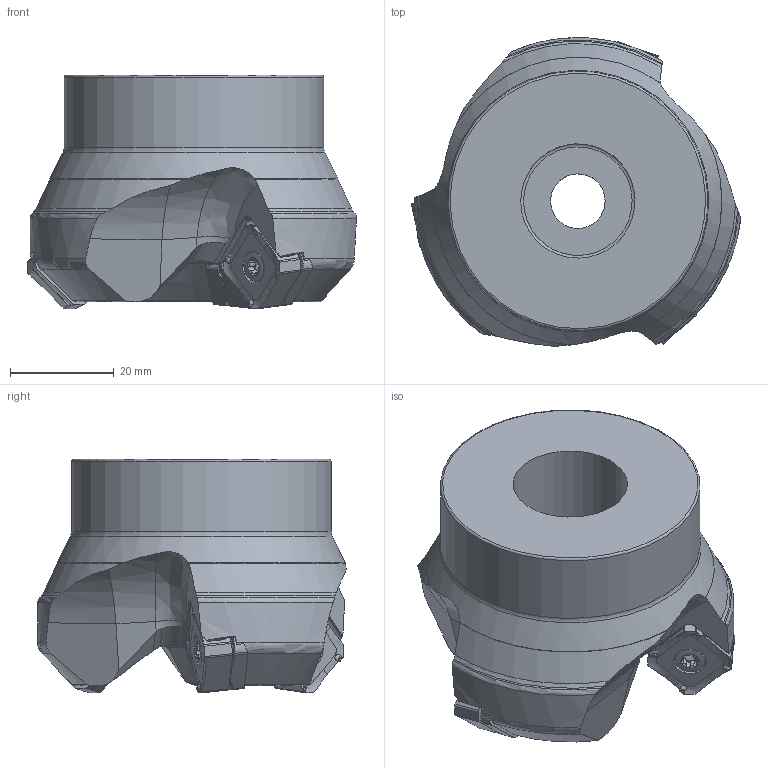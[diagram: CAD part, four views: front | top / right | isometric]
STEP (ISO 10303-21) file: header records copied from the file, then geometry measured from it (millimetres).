
FILE_DESCRIPTION(/* description */ (''),/* implementation_level */ '2;1');
FILE_NAME(/* name */ 'toolassembly_1.stp',/* time_stamp */ '2019-01-25T11:31:00+01:00',/* author */ (''),/* organization */ ('SMS'),/* preprocessor_version */ 'ST-DEVELOPER v15',/* originating_system */ 'SIEMENS PLM Software NX 8.5',/* authorisation */ '');
FILE_SCHEMA (('AUTOMOTIVE_DESIGN { 1 0 10303 214 3 1 1 1 }'));
Products named in the file (4): ASSEMBLY_CONSTRUCTION; CUT_20190125113006; NOCUT_20190125112955; TOOLASSEMBLY_1
Assembly tree (5 placements, depth 2):
  TOOLASSEMBLY_1
    NOCUT_20190125112955
    CUT_20190125113006  x3
    ASSEMBLY_CONSTRUCTION
Bounding box: 63.35 x 59.45 x 45 mm (x, y, z)
Volume: 71432.1 mm3; surface area: 16287.2 mm2
Topology: 4 solids, 4 shells, 1554 faces, 3871 edges, 2342 vertices
Faces by surface type: bspline 456, cylinder 431, plane 325, torus 130, cone 128, extrusion 60, sphere 24
Full cylindrical faces by diameter (mm): 3.5 x3, 4 x3, 4.8 x3, 5.7 x3, 10.5 x1, 17.1 x1, 22.011 x1, 22.5 x1, 50 x1
Entity records: 52145 total; most frequent: CARTESIAN_POINT 21850, ORIENTED_EDGE 6674, DIRECTION 5980, EDGE_CURVE 3337, AXIS2_PLACEMENT_3D 2483, VERTEX_POINT 2024, EDGE_LOOP 1436, ADVANCED_FACE 1376
